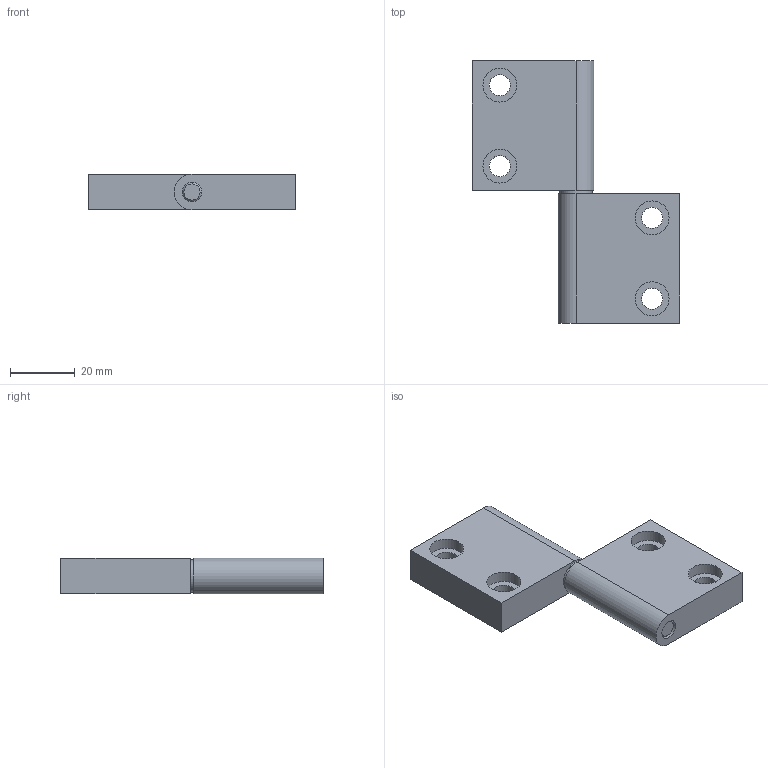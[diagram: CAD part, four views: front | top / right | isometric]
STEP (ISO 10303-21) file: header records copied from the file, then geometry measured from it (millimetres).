
FILE_DESCRIPTION(/* description */ ('CERNIERA 60x80 C/P ALLUMINIO SERIE 45'),/* implementation_level */ '2;1');
FILE_NAME(/* name */ 'CCRYY0000016.stp',/* time_stamp */ '2022-07-07T15:16:16+02:00',/* author */ ('tecnico7'),/* organization */ (''),/* preprocessor_version */ 'ST-DEVELOPER v18.1',/* originating_system */ 'Autodesk Inventor 2022',/* authorisation */ '');
FILE_SCHEMA (('AUTOMOTIVE_DESIGN { 1 0 10303 214 3 1 1 }'));
Length unit declared in the file: millimetre
Products named in the file (4): CCRYY0000016; 440000012770; F3DTM0000679; 440000000950
Assembly tree (4 placements, depth 2):
  CCRYY0000016
    440000012770  x2
    F3DTM0000679
    440000000950
Bounding box: 64 x 81 x 11 mm (x, y, z)
Volume: 29808 mm3; surface area: 12901.9 mm2
Topology: 4 solids, 4 shells, 35 faces, 67 edges, 44 vertices
Faces by surface type: plane 18, cylinder 15, cone 2
Full cylindrical faces by diameter (mm): 5 x1, 6 x3, 6.5 x4, 10 x1, 10.5 x4
Entity records: 735 total; most frequent: DIRECTION 120, CARTESIAN_POINT 96, ORIENTED_EDGE 80, AXIS2_PLACEMENT_3D 50, EDGE_CURVE 40, EDGE_LOOP 32, VERTEX_POINT 26, FACE_OUTER_BOUND 22
